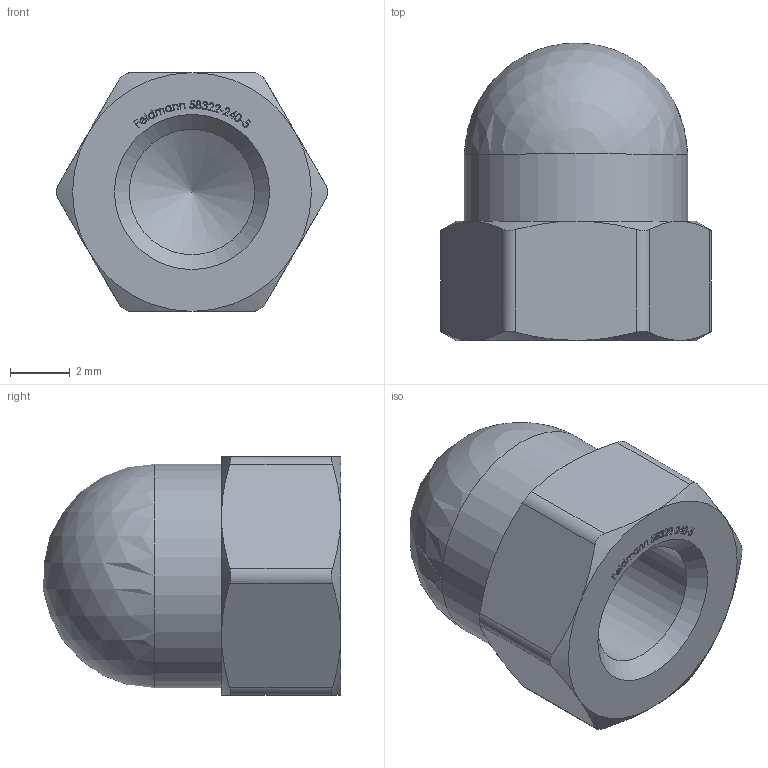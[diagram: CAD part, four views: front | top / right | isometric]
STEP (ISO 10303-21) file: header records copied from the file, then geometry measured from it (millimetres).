
FILE_DESCRIPTION (( 'STEP AP203' ), '1' );
FILE_NAME ('58322-240-5.step', '2019-12-19T09:46:33', ( '' ), ( '' ), 'SwSTEP 2.0', 'SolidWorks 2015', '' );
FILE_SCHEMA (( 'CONFIG_CONTROL_DESIGN' ));
Length unit declared in the file: millimetre
Products named in the file (2): 58322-240-5
Bounding box: 9.08 x 9.97 x 8 mm (x, y, z)
Volume: 318.6 mm3; surface area: 412.4 mm2
Topology: 1 solids, 1 shells, 287 faces, 766 edges, 507 vertices
Faces by surface type: plane 142, bspline 122, cone 14, cylinder 8, sphere 1
Full cylindrical faces by diameter (mm): 4.2 x1, 7.5 x1
Entity records: 15864 total; most frequent: CARTESIAN_POINT 9505, ORIENTED_EDGE 1510, DIRECTION 826, EDGE_CURVE 755, VERTEX_POINT 501, VECTOR 458, LINE 458, EDGE_LOOP 318
